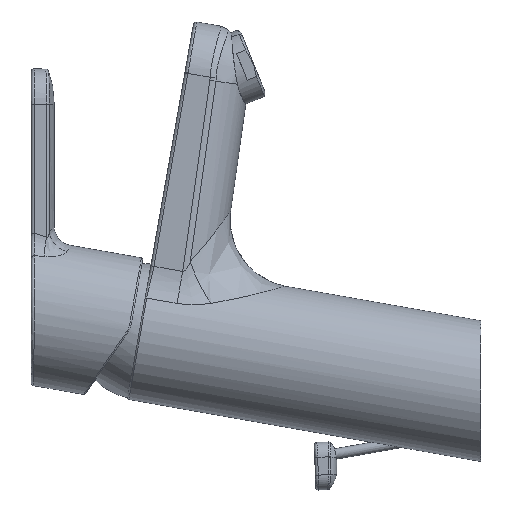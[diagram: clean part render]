
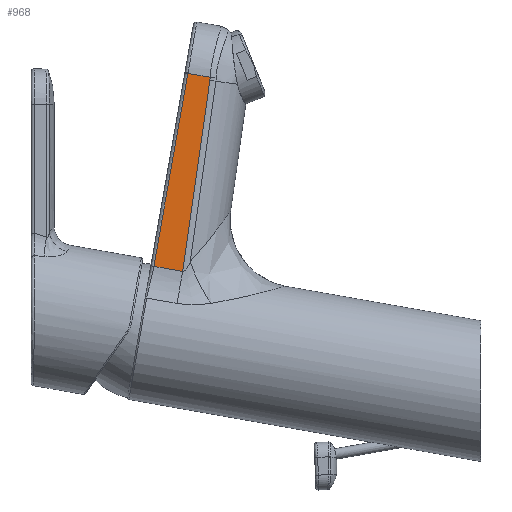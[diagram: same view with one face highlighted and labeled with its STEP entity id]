
A CAD part, left-side view. The second image highlights one B-rep face of the part: STEP entity #968.
In plain terms, the highlighted planar face has unit normal (-1, 0, 0).
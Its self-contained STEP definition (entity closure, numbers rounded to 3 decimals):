
#178 = B_SPLINE_CURVE_WITH_KNOTS ( 'NONE', 3,
 ( #8122, #350, #5196, #5591 ),
 .UNSPECIFIED., .F., .F.,
 ( 4, 4 ),
 ( 0., 1. ),
 .UNSPECIFIED. ) ;
#350 = CARTESIAN_POINT ( 'NONE',  ( -17.5, 105.898, 63.596 ) ) ;
#968 = ADVANCED_FACE ( 'NONE', ( #2483 ), #1034, .T. ) ;
#1034 = PLANE ( 'NONE',  #1518 ) ;
#1117 = VECTOR ( 'NONE', #4004, 1000. ) ;
#1150 = LINE ( 'NONE', #9256, #1117 ) ;
#1518 = AXIS2_PLACEMENT_3D ( 'NONE', #7945, #1924, #7979 ) ;
#1924 = DIRECTION ( 'NONE',  ( -1., 0., 0. ) ) ;
#1986 = CARTESIAN_POINT ( 'NONE',  ( -17.5, 100.044, 40.188 ) ) ;
#2012 = CARTESIAN_POINT ( 'NONE',  ( -17.5, 109.727, 41.895 ) ) ;
#2240 = EDGE_CURVE ( 'NONE', #4425, #7522, #1150, .T. ) ;
#2483 = FACE_OUTER_BOUND ( 'NONE', #3666, .T. ) ;
#3666 = EDGE_LOOP ( 'NONE', ( #7726, #5971, #7621, #4456, #8390 ) ) ;
#4004 = DIRECTION ( 'NONE',  ( 0., 0.985, 0.174 ) ) ;
#4425 = VERTEX_POINT ( 'NONE', #9101 ) ;
#4456 = ORIENTED_EDGE ( 'NONE', *, *, #5259, .T. ) ;
#4966 = EDGE_CURVE ( 'NONE', #4425, #5160, #9709, .T. ) ;
#5135 = VECTOR ( 'NONE', #7661, 1000. ) ;
#5160 = VERTEX_POINT ( 'NONE', #5592 ) ;
#5196 = CARTESIAN_POINT ( 'NONE',  ( -17.5, 109.705, 42.008 ) ) ;
#5259 = EDGE_CURVE ( 'NONE', #5479, #5160, #10175, .T. ) ;
#5479 = VERTEX_POINT ( 'NONE', #10904 ) ;
#5591 = CARTESIAN_POINT ( 'NONE',  ( -17.5, 109.727, 41.895 ) ) ;
#5592 = CARTESIAN_POINT ( 'NONE',  ( -17.5, 90.923, 104.323 ) ) ;
#5971 = ORIENTED_EDGE ( 'NONE', *, *, #7494, .T. ) ;
#7107 = VECTOR ( 'NONE', #11139, 1000. ) ;
#7494 = EDGE_CURVE ( 'NONE', #7522, #11053, #178, .T. ) ;
#7522 = VERTEX_POINT ( 'NONE', #10403 ) ;
#7621 = ORIENTED_EDGE ( 'NONE', *, *, #7840, .T. ) ;
#7624 = CARTESIAN_POINT ( 'NONE',  ( -17.5, 100.044, 40.188 ) ) ;
#7661 = DIRECTION ( 'NONE',  ( 0., -0.985, -0.174 ) ) ;
#7726 = ORIENTED_EDGE ( 'NONE', *, *, #2240, .T. ) ;
#7840 = EDGE_CURVE ( 'NONE', #11053, #5479, #9844, .T. ) ;
#7945 = CARTESIAN_POINT ( 'NONE',  ( -17.5, 112.614, 31.27 ) ) ;
#7979 = DIRECTION ( 'NONE',  ( 0., -1., 0. ) ) ;
#8122 = CARTESIAN_POINT ( 'NONE',  ( -17.5, 98.306, 106.659 ) ) ;
#8390 = ORIENTED_EDGE ( 'NONE', *, *, #4966, .F. ) ;
#9101 = CARTESIAN_POINT ( 'NONE',  ( -17.5, 90.842, 105.343 ) ) ;
#9187 = CARTESIAN_POINT ( 'NONE',  ( -17.5, 90.923, 104.323 ) ) ;
#9256 = CARTESIAN_POINT ( 'NONE',  ( -17.5, 90.842, 105.343 ) ) ;
#9262 = CARTESIAN_POINT ( 'NONE',  ( -17.5, 90.875, 104.661 ) ) ;
#9303 = CARTESIAN_POINT ( 'NONE',  ( -17.5, 90.848, 105.002 ) ) ;
#9422 = CARTESIAN_POINT ( 'NONE',  ( -17.5, 90.842, 105.343 ) ) ;
#9709 = B_SPLINE_CURVE_WITH_KNOTS ( 'NONE', 3,
 ( #9422, #9303, #9262, #9187 ),
 .UNSPECIFIED., .F., .F.,
 ( 4, 4 ),
 ( 0., 1. ),
 .UNSPECIFIED. ) ;
#9844 = LINE ( 'NONE', #7624, #5135 ) ;
#10175 = LINE ( 'NONE', #1986, #7107 ) ;
#10403 = CARTESIAN_POINT ( 'NONE',  ( -17.5, 98.306, 106.659 ) ) ;
#10904 = CARTESIAN_POINT ( 'NONE',  ( -17.5, 100.044, 40.188 ) ) ;
#11053 = VERTEX_POINT ( 'NONE', #2012 ) ;
#11139 = DIRECTION ( 'NONE',  ( 0., -0.141, 0.99 ) ) ;
